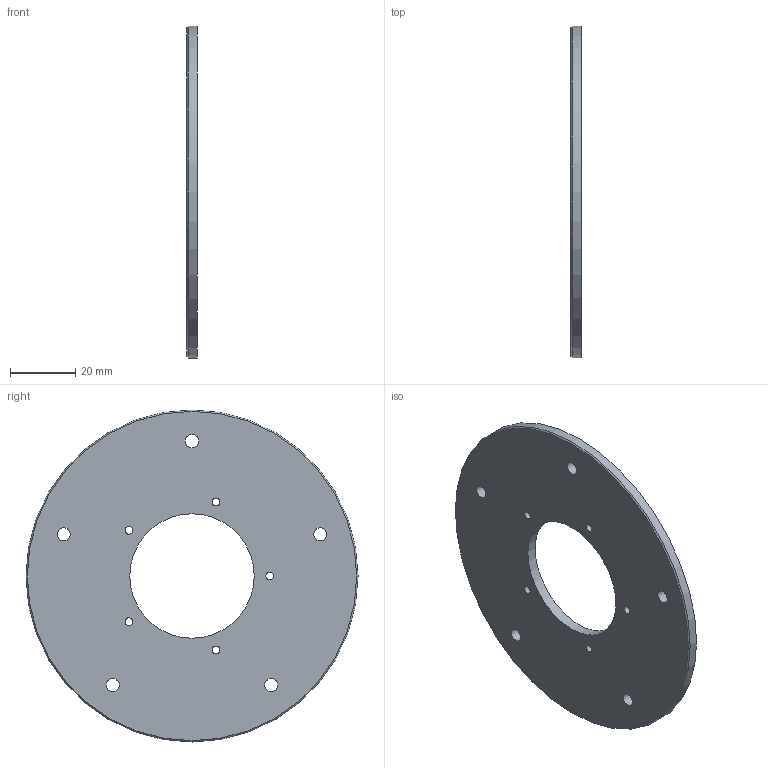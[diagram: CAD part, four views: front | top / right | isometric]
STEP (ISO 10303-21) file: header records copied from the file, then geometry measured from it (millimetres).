
FILE_DESCRIPTION(/* description */ ('STEP AP214'),/* implementation_level */ '2;1');
FILE_NAME(/* name */ '6252686aecdeb77adb8bc8bb',/* time_stamp */ '2022-04-10T05:17:30+00:00',/* author */ (''),/* organization */ (''),/* preprocessor_version */ 'ST-DEVELOPER v18.101',/* originating_system */ ' ',/* authorisation */ ' ');
FILE_SCHEMA (('AUTOMOTIVE_DESIGN {1 0 10303 214 3 1 1}'));
Length unit declared in the file: metre
Products named in the file (1): Part 373
Bounding box: 3.17 x 101.6 x 101.6 mm (x, y, z)
Volume: 21821.8 mm3; surface area: 15401 mm2
Topology: 1 solids, 1 shells, 15 faces, 44 edges, 31 vertices
Faces by surface type: cylinder 12, plane 2, cone 1
Full cylindrical faces by diameter (mm): 2.381 x5, 4.039 x5, 38.1 x1, 101.6 x1
Entity records: 478 total; most frequent: DIRECTION 82, CARTESIAN_POINT 66, ORIENTED_EDGE 50, EDGE_LOOP 50, FACE_BOUND 50, AXIS2_PLACEMENT_3D 41, EDGE_CURVE 25, VERTEX_POINT 25
